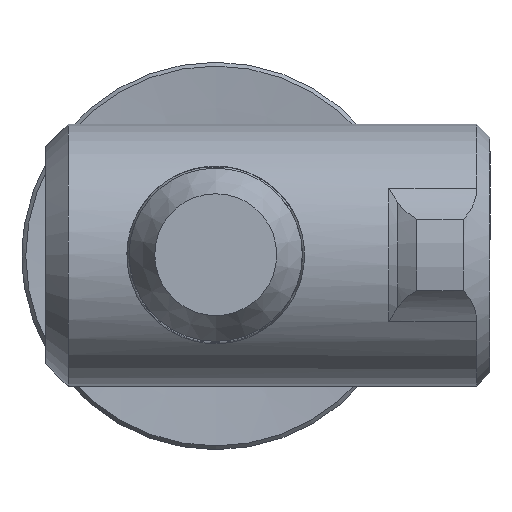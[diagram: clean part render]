
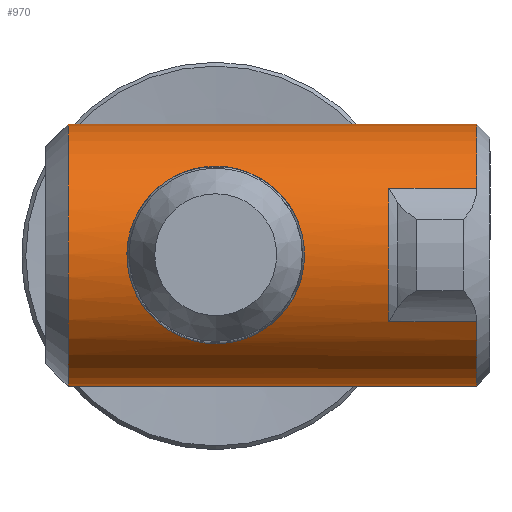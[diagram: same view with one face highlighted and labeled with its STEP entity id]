
A CAD part, top view. The second image highlights one B-rep face of the part: STEP entity #970.
In plain terms, the highlighted cylindrical face has radius 5.9 mm (diameter 11.8 mm), a full revolution.
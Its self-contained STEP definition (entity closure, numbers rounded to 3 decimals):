
#74=LINE('',#2412,#110);
#76=LINE('',#2429,#112);
#78=LINE('',#2442,#114);
#79=LINE('',#2445,#115);
#110=VECTOR('',#1298,3.96);
#112=VECTOR('',#1302,3.96);
#114=VECTOR('',#1318,3.96);
#115=VECTOR('',#1321,3.96);
#210=B_SPLINE_CURVE_WITH_KNOTS('',3,(#2447,#2448,#2449,#2450,#2451,#2452,
#2453,#2454,#2455,#2456,#2457,#2458,#2459,#2460,#2461,#2462,#2463,#2464,
#2465,#2466,#2467,#2468,#2469,#2470,#2471,#2472,#2473,#2474,#2475,#2476,
#2477,#2478,#2479,#2480),.UNSPECIFIED.,.T.,.F.,(4,2,2,2,2,2,2,2,2,2,2,2,
2,2,2,2,4),(0.,0.158,0.316,0.473,0.629,
0.785,0.942,1.1,1.258,1.416,
1.574,1.731,1.887,2.043,2.199,
2.358,2.516),.UNSPECIFIED.);
#211=B_SPLINE_CURVE_WITH_KNOTS('',3,(#2483,#2484,#2485,#2486,#2487,#2488,
#2489,#2490,#2491,#2492,#2493,#2494,#2495,#2496,#2497,#2498,#2499,#2500),
 .UNSPECIFIED.,.F.,.F.,(4,2,2,2,2,2,2,2,4),(0.629,0.785,
0.942,1.1,1.258,1.416,1.574,
1.731,1.887),.UNSPECIFIED.);
#212=B_SPLINE_CURVE_WITH_KNOTS('',3,(#2501,#2502,#2503,#2504,#2505,#2506,
#2507,#2508,#2509,#2510,#2511,#2512,#2513,#2514,#2515,#2516,#2517,#2518,
#2519),.UNSPECIFIED.,.F.,.F.,(4,2,2,2,3,2,2,2,4),(1.887,2.043,
2.199,2.358,2.516,2.674,2.832,
2.988,3.145),.UNSPECIFIED.);
#228=FACE_BOUND('',#357,.T.);
#229=FACE_BOUND('',#358,.T.);
#230=FACE_BOUND('',#359,.T.);
#282=FACE_OUTER_BOUND('',#356,.T.);
#356=EDGE_LOOP('',(#827,#828,#829,#830,#831,#832,#833,#834));
#357=EDGE_LOOP('',(#835));
#358=EDGE_LOOP('',(#836,#837));
#359=EDGE_LOOP('',(#838));
#418=CIRCLE('',#1066,5.9);
#421=CIRCLE('',#1071,5.9);
#425=CIRCLE('',#1081,5.9);
#427=CIRCLE('',#1084,5.9);
#428=CIRCLE('',#1085,5.9);
#486=VERTEX_POINT('',#2335);
#489=VERTEX_POINT('',#2345);
#492=VERTEX_POINT('',#2370);
#495=VERTEX_POINT('',#2380);
#500=VERTEX_POINT('',#2411);
#502=VERTEX_POINT('',#2422);
#504=VERTEX_POINT('',#2435);
#506=VERTEX_POINT('',#2441);
#507=VERTEX_POINT('',#2443);
#508=VERTEX_POINT('',#2446);
#509=VERTEX_POINT('',#2481);
#510=VERTEX_POINT('',#2482);
#600=EDGE_CURVE('',#489,#486,#418,.T.);
#607=EDGE_CURVE('',#495,#492,#421,.T.);
#614=EDGE_CURVE('',#500,#492,#74,.T.);
#618=EDGE_CURVE('',#502,#489,#76,.T.);
#621=EDGE_CURVE('',#504,#504,#425,.T.);
#623=EDGE_CURVE('',#502,#500,#427,.T.);
#624=EDGE_CURVE('',#506,#495,#78,.T.);
#625=EDGE_CURVE('',#506,#507,#428,.T.);
#626=EDGE_CURVE('',#507,#486,#79,.T.);
#627=EDGE_CURVE('',#508,#508,#210,.T.);
#628=EDGE_CURVE('',#509,#510,#211,.T.);
#629=EDGE_CURVE('',#510,#509,#212,.T.);
#827=ORIENTED_EDGE('',*,*,#618,.F.);
#828=ORIENTED_EDGE('',*,*,#623,.T.);
#829=ORIENTED_EDGE('',*,*,#614,.T.);
#830=ORIENTED_EDGE('',*,*,#607,.F.);
#831=ORIENTED_EDGE('',*,*,#624,.F.);
#832=ORIENTED_EDGE('',*,*,#625,.T.);
#833=ORIENTED_EDGE('',*,*,#626,.T.);
#834=ORIENTED_EDGE('',*,*,#600,.F.);
#835=ORIENTED_EDGE('',*,*,#627,.T.);
#836=ORIENTED_EDGE('',*,*,#628,.T.);
#837=ORIENTED_EDGE('',*,*,#629,.T.);
#838=ORIENTED_EDGE('',*,*,#621,.F.);
#922=CYLINDRICAL_SURFACE('',#1083,5.9);
#970=ADVANCED_FACE('',(#282,#228,#229,#230),#922,.T.);
#1066=AXIS2_PLACEMENT_3D('',#2352,#1274,#1275);
#1071=AXIS2_PLACEMENT_3D('',#2387,#1284,#1285);
#1081=AXIS2_PLACEMENT_3D('',#2436,#1310,#1311);
#1083=AXIS2_PLACEMENT_3D('',#2439,#1314,#1315);
#1084=AXIS2_PLACEMENT_3D('',#2440,#1316,#1317);
#1085=AXIS2_PLACEMENT_3D('',#2444,#1319,#1320);
#1274=DIRECTION('center_axis',(0.,0.,1.));
#1275=DIRECTION('ref_axis',(0.,1.,0.));
#1284=DIRECTION('center_axis',(0.,0.,1.));
#1285=DIRECTION('ref_axis',(0.,-1.,0.));
#1298=DIRECTION('',(0.,0.,-1.));
#1302=DIRECTION('',(0.,0.,-1.));
#1310=DIRECTION('center_axis',(0.,0.,-1.));
#1311=DIRECTION('ref_axis',(-1.,0.,0.));
#1314=DIRECTION('center_axis',(0.,0.,1.));
#1315=DIRECTION('ref_axis',(-1.,0.,0.));
#1316=DIRECTION('center_axis',(0.,0.,-1.));
#1317=DIRECTION('ref_axis',(-1.,0.,0.));
#1318=DIRECTION('',(0.,0.,-1.));
#1319=DIRECTION('center_axis',(0.,0.,-1.));
#1320=DIRECTION('ref_axis',(-1.,0.,0.));
#1321=DIRECTION('',(0.,0.,-1.));
#2335=CARTESIAN_POINT('',(-3.,5.08,5.44));
#2345=CARTESIAN_POINT('',(3.,5.08,5.44));
#2352=CARTESIAN_POINT('Origin',(0.,0.,5.44));
#2370=CARTESIAN_POINT('',(3.,-5.08,5.44));
#2380=CARTESIAN_POINT('',(-3.,-5.08,5.44));
#2387=CARTESIAN_POINT('Origin',(0.,0.,5.44));
#2411=CARTESIAN_POINT('',(3.,-5.08,9.4));
#2412=CARTESIAN_POINT('',(3.,-5.08,10.));
#2422=CARTESIAN_POINT('',(3.,5.08,9.4));
#2429=CARTESIAN_POINT('',(3.,5.08,10.));
#2435=CARTESIAN_POINT('',(5.9,0.,-9.));
#2436=CARTESIAN_POINT('Origin',(0.,0.,-9.));
#2439=CARTESIAN_POINT('Origin',(0.,0.,-10.));
#2440=CARTESIAN_POINT('Origin',(0.,0.,9.4));
#2441=CARTESIAN_POINT('',(-3.,-5.08,9.4));
#2442=CARTESIAN_POINT('',(-3.,-5.08,10.));
#2443=CARTESIAN_POINT('',(-3.,5.08,9.4));
#2444=CARTESIAN_POINT('Origin',(0.,0.,9.4));
#2445=CARTESIAN_POINT('',(-3.,5.08,10.));
#2446=CARTESIAN_POINT('',(4.,4.337,-2.35));
#2447=CARTESIAN_POINT('Ctrl Pts',(4.,4.337,-2.35));
#2448=CARTESIAN_POINT('Ctrl Pts',(4.,4.337,-1.823));
#2449=CARTESIAN_POINT('Ctrl Pts',(3.891,4.443,-1.282));
#2450=CARTESIAN_POINT('Ctrl Pts',(3.479,4.772,-0.307));
#2451=CARTESIAN_POINT('Ctrl Pts',(3.176,4.988,0.131));
#2452=CARTESIAN_POINT('Ctrl Pts',(2.485,5.366,0.822));
#2453=CARTESIAN_POINT('Ctrl Pts',(2.047,5.557,1.128));
#2454=CARTESIAN_POINT('Ctrl Pts',(1.065,5.825,1.542));
#2455=CARTESIAN_POINT('Ctrl Pts',(0.521,5.9,1.65));
#2456=CARTESIAN_POINT('Ctrl Pts',(-0.521,5.9,1.65));
#2457=CARTESIAN_POINT('Ctrl Pts',(-1.065,5.825,1.542));
#2458=CARTESIAN_POINT('Ctrl Pts',(-2.047,5.557,1.128));
#2459=CARTESIAN_POINT('Ctrl Pts',(-2.485,5.366,0.822));
#2460=CARTESIAN_POINT('Ctrl Pts',(-3.176,4.988,0.131));
#2461=CARTESIAN_POINT('Ctrl Pts',(-3.479,4.772,-0.307));
#2462=CARTESIAN_POINT('Ctrl Pts',(-3.891,4.443,-1.282));
#2463=CARTESIAN_POINT('Ctrl Pts',(-4.,4.337,-1.823));
#2464=CARTESIAN_POINT('Ctrl Pts',(-4.,4.337,-2.877));
#2465=CARTESIAN_POINT('Ctrl Pts',(-3.891,4.443,-3.418));
#2466=CARTESIAN_POINT('Ctrl Pts',(-3.479,4.772,-4.393));
#2467=CARTESIAN_POINT('Ctrl Pts',(-3.176,4.988,-4.831));
#2468=CARTESIAN_POINT('Ctrl Pts',(-2.485,5.366,-5.522));
#2469=CARTESIAN_POINT('Ctrl Pts',(-2.047,5.557,-5.828));
#2470=CARTESIAN_POINT('Ctrl Pts',(-1.065,5.825,-6.242));
#2471=CARTESIAN_POINT('Ctrl Pts',(-0.521,5.9,-6.35));
#2472=CARTESIAN_POINT('Ctrl Pts',(0.521,5.9,-6.35));
#2473=CARTESIAN_POINT('Ctrl Pts',(1.065,5.825,-6.242));
#2474=CARTESIAN_POINT('Ctrl Pts',(2.047,5.557,-5.828));
#2475=CARTESIAN_POINT('Ctrl Pts',(2.485,5.366,-5.522));
#2476=CARTESIAN_POINT('Ctrl Pts',(3.176,4.988,-4.831));
#2477=CARTESIAN_POINT('Ctrl Pts',(3.479,4.772,-4.393));
#2478=CARTESIAN_POINT('Ctrl Pts',(3.891,4.443,-3.418));
#2479=CARTESIAN_POINT('Ctrl Pts',(4.,4.337,-2.877));
#2480=CARTESIAN_POINT('Ctrl Pts',(4.,4.337,-2.35));
#2481=CARTESIAN_POINT('',(0.,-5.9,-6.35));
#2482=CARTESIAN_POINT('',(0.,-5.9,1.65));
#2483=CARTESIAN_POINT('Ctrl Pts',(0.,-5.9,-6.35));
#2484=CARTESIAN_POINT('Ctrl Pts',(-0.521,-5.9,-6.35));
#2485=CARTESIAN_POINT('Ctrl Pts',(-1.065,-5.825,-6.242));
#2486=CARTESIAN_POINT('Ctrl Pts',(-2.047,-5.557,-5.828));
#2487=CARTESIAN_POINT('Ctrl Pts',(-2.485,-5.366,-5.522));
#2488=CARTESIAN_POINT('Ctrl Pts',(-3.176,-4.988,-4.831));
#2489=CARTESIAN_POINT('Ctrl Pts',(-3.479,-4.772,-4.393));
#2490=CARTESIAN_POINT('Ctrl Pts',(-3.891,-4.443,-3.418));
#2491=CARTESIAN_POINT('Ctrl Pts',(-4.,-4.337,-2.877));
#2492=CARTESIAN_POINT('Ctrl Pts',(-4.,-4.337,-1.823));
#2493=CARTESIAN_POINT('Ctrl Pts',(-3.891,-4.443,-1.282));
#2494=CARTESIAN_POINT('Ctrl Pts',(-3.479,-4.772,-0.307));
#2495=CARTESIAN_POINT('Ctrl Pts',(-3.176,-4.988,0.131));
#2496=CARTESIAN_POINT('Ctrl Pts',(-2.485,-5.366,0.822));
#2497=CARTESIAN_POINT('Ctrl Pts',(-2.047,-5.557,1.128));
#2498=CARTESIAN_POINT('Ctrl Pts',(-1.065,-5.825,1.542));
#2499=CARTESIAN_POINT('Ctrl Pts',(-0.521,-5.9,1.65));
#2500=CARTESIAN_POINT('Ctrl Pts',(0.,-5.9,1.65));
#2501=CARTESIAN_POINT('Ctrl Pts',(0.,-5.9,1.65));
#2502=CARTESIAN_POINT('Ctrl Pts',(0.521,-5.9,1.65));
#2503=CARTESIAN_POINT('Ctrl Pts',(1.065,-5.825,1.542));
#2504=CARTESIAN_POINT('Ctrl Pts',(2.047,-5.557,1.128));
#2505=CARTESIAN_POINT('Ctrl Pts',(2.485,-5.366,0.822));
#2506=CARTESIAN_POINT('Ctrl Pts',(3.176,-4.988,0.131));
#2507=CARTESIAN_POINT('Ctrl Pts',(3.479,-4.772,-0.307));
#2508=CARTESIAN_POINT('Ctrl Pts',(3.891,-4.443,-1.282));
#2509=CARTESIAN_POINT('Ctrl Pts',(4.,-4.337,-1.823));
#2510=CARTESIAN_POINT('Ctrl Pts',(4.,-4.337,-2.35));
#2511=CARTESIAN_POINT('Ctrl Pts',(4.,-4.337,-2.877));
#2512=CARTESIAN_POINT('Ctrl Pts',(3.891,-4.443,-3.418));
#2513=CARTESIAN_POINT('Ctrl Pts',(3.479,-4.772,-4.393));
#2514=CARTESIAN_POINT('Ctrl Pts',(3.176,-4.988,-4.831));
#2515=CARTESIAN_POINT('Ctrl Pts',(2.485,-5.366,-5.522));
#2516=CARTESIAN_POINT('Ctrl Pts',(2.047,-5.557,-5.828));
#2517=CARTESIAN_POINT('Ctrl Pts',(1.065,-5.825,-6.242));
#2518=CARTESIAN_POINT('Ctrl Pts',(0.521,-5.9,-6.35));
#2519=CARTESIAN_POINT('Ctrl Pts',(0.,-5.9,-6.35));
